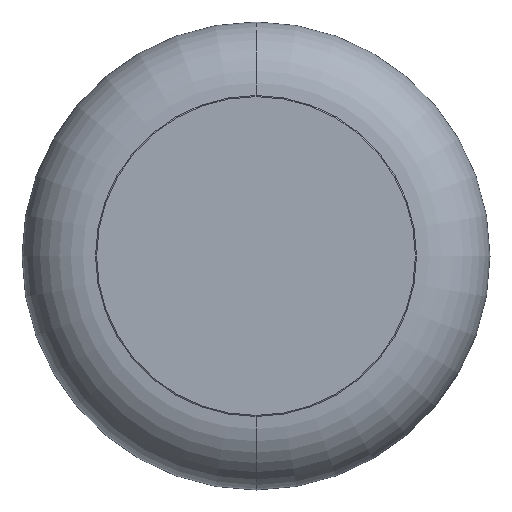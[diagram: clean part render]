
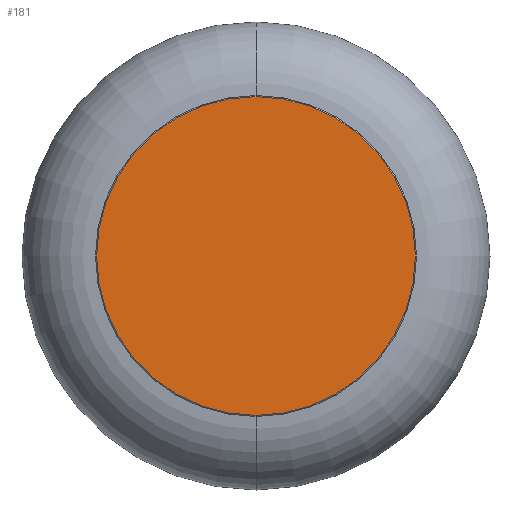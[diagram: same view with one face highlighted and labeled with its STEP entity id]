
A CAD part, front view. The second image highlights one B-rep face of the part: STEP entity #181.
In plain terms, the highlighted planar face has unit normal (0, -1, 0).
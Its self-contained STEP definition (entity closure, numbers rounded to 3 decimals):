
#12 = DIRECTION ( 'NONE',  ( 0., 0., 1. ) ) ;
#33 = DIRECTION ( 'NONE',  ( 0., 1., 0. ) ) ;
#42 = DIRECTION ( 'NONE',  ( 0., 0., 1. ) ) ;
#43 = CIRCLE ( 'NONE', #373, 616. ) ;
#51 = EDGE_CURVE ( 'NONE', #214, #70, #318, .T. ) ;
#67 = AXIS2_PLACEMENT_3D ( 'NONE', #228, #33, #42 ) ;
#70 = VERTEX_POINT ( 'NONE', #327 ) ;
#99 = CARTESIAN_POINT ( 'NONE',  ( 0., 0., 616. ) ) ;
#116 = DIRECTION ( 'NONE',  ( 0., 0., 1. ) ) ;
#170 = CARTESIAN_POINT ( 'NONE',  ( 0., 0., 0. ) ) ;
#181 = ADVANCED_FACE ( 'NONE', ( #291 ), #443, .F. ) ;
#208 = CARTESIAN_POINT ( 'NONE',  ( 0., 0., 0. ) ) ;
#214 = VERTEX_POINT ( 'NONE', #99 ) ;
#228 = CARTESIAN_POINT ( 'NONE',  ( 0., 0., 0. ) ) ;
#243 = EDGE_CURVE ( 'NONE', #70, #214, #43, .T. ) ;
#256 = ORIENTED_EDGE ( 'NONE', *, *, #51, .F. ) ;
#291 = FACE_OUTER_BOUND ( 'NONE', #439, .T. ) ;
#317 = AXIS2_PLACEMENT_3D ( 'NONE', #208, #414, #116 ) ;
#318 = CIRCLE ( 'NONE', #67, 616. ) ;
#327 = CARTESIAN_POINT ( 'NONE',  ( 0., 0., -616. ) ) ;
#339 = DIRECTION ( 'NONE',  ( 0., 1., 0. ) ) ;
#373 = AXIS2_PLACEMENT_3D ( 'NONE', #170, #339, #12 ) ;
#414 = DIRECTION ( 'NONE',  ( 0., 1., 0. ) ) ;
#424 = ORIENTED_EDGE ( 'NONE', *, *, #243, .F. ) ;
#439 = EDGE_LOOP ( 'NONE', ( #256, #424 ) ) ;
#443 = PLANE ( 'NONE',  #317 ) ;
